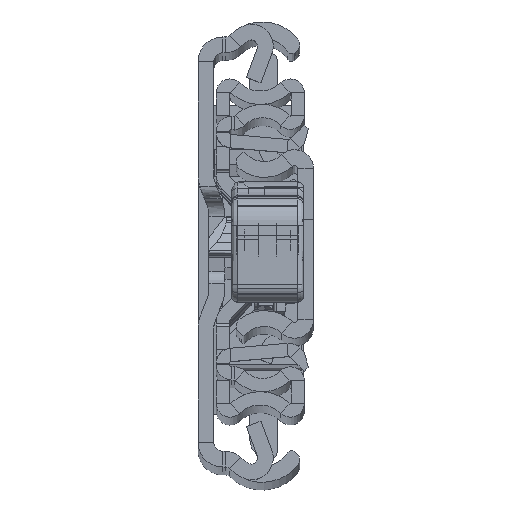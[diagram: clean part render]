
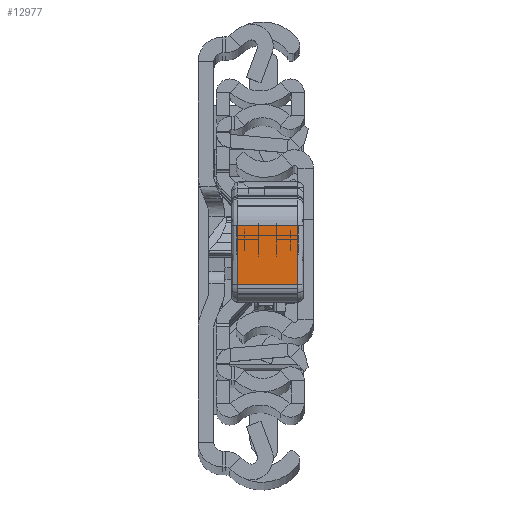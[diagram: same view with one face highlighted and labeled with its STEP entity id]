
A CAD part, top view. The second image highlights one B-rep face of the part: STEP entity #12977.
In plain terms, the highlighted face is planar.
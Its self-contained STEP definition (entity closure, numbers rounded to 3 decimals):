
#747 = CARTESIAN_POINT ( 'NONE',  ( 39.55, -12.274, 11. ) ) ;
#1756 = EDGE_CURVE ( 'NONE', #13875, #23259, #5252, .T. ) ;
#5252 = LINE ( 'NONE', #21942, #28038 ) ;
#5530 = ORIENTED_EDGE ( 'NONE', *, *, #31732, .T. ) ;
#6925 = AXIS2_PLACEMENT_3D ( 'NONE', #22026, #32487, #14245 ) ;
#7077 = VERTEX_POINT ( 'NONE', #7199 ) ;
#7199 = CARTESIAN_POINT ( 'NONE',  ( 39.818, -2.465, 10. ) ) ;
#8796 = CARTESIAN_POINT ( 'NONE',  ( 39.818, -2.465, 0. ) ) ;
#9951 = VERTEX_POINT ( 'NONE', #24892 ) ;
#11591 = PLANE ( 'NONE',  #6925 ) ;
#11609 = DIRECTION ( 'NONE',  ( 0., 0., -1. ) ) ;
#12777 = VECTOR ( 'NONE', #23699, 1000. ) ;
#12977 = ADVANCED_FACE ( 'NONE', ( #29845 ), #11591, .F. ) ;
#13858 = VECTOR ( 'NONE', #11609, 1000. ) ;
#13875 = VERTEX_POINT ( 'NONE', #24891 ) ;
#14245 = DIRECTION ( 'NONE',  ( -0.027, -1., 0. ) ) ;
#14264 = LINE ( 'NONE', #747, #13858 ) ;
#17758 = EDGE_CURVE ( 'NONE', #23259, #7077, #23757, .T. ) ;
#19298 = DIRECTION ( 'NONE',  ( 0.027, 1., 0. ) ) ;
#20359 = EDGE_LOOP ( 'NONE', ( #5530, #34711, #33313, #30268 ) ) ;
#21435 = CARTESIAN_POINT ( 'NONE',  ( 39.818, -2.465, 11. ) ) ;
#21942 = CARTESIAN_POINT ( 'NONE',  ( 39.55, -12.274, 0. ) ) ;
#22026 = CARTESIAN_POINT ( 'NONE',  ( 39.55, -12.274, 11. ) ) ;
#23259 = VERTEX_POINT ( 'NONE', #8796 ) ;
#23699 = DIRECTION ( 'NONE',  ( -0.027, -1., 0. ) ) ;
#23757 = LINE ( 'NONE', #21435, #34214 ) ;
#24112 = DIRECTION ( 'NONE',  ( 0., 0., 1. ) ) ;
#24891 = CARTESIAN_POINT ( 'NONE',  ( 39.55, -12.274, 0. ) ) ;
#24892 = CARTESIAN_POINT ( 'NONE',  ( 39.55, -12.274, 10. ) ) ;
#28038 = VECTOR ( 'NONE', #19298, 1000. ) ;
#29845 = FACE_OUTER_BOUND ( 'NONE', #20359, .T. ) ;
#30268 = ORIENTED_EDGE ( 'NONE', *, *, #34982, .T. ) ;
#31161 = CARTESIAN_POINT ( 'NONE',  ( 39.55, -12.274, 10. ) ) ;
#31677 = LINE ( 'NONE', #31161, #12777 ) ;
#31732 = EDGE_CURVE ( 'NONE', #9951, #13875, #14264, .T. ) ;
#32487 = DIRECTION ( 'NONE',  ( -1., 0.027, 0. ) ) ;
#33313 = ORIENTED_EDGE ( 'NONE', *, *, #17758, .T. ) ;
#34214 = VECTOR ( 'NONE', #24112, 1000. ) ;
#34711 = ORIENTED_EDGE ( 'NONE', *, *, #1756, .T. ) ;
#34982 = EDGE_CURVE ( 'NONE', #7077, #9951, #31677, .T. ) ;
